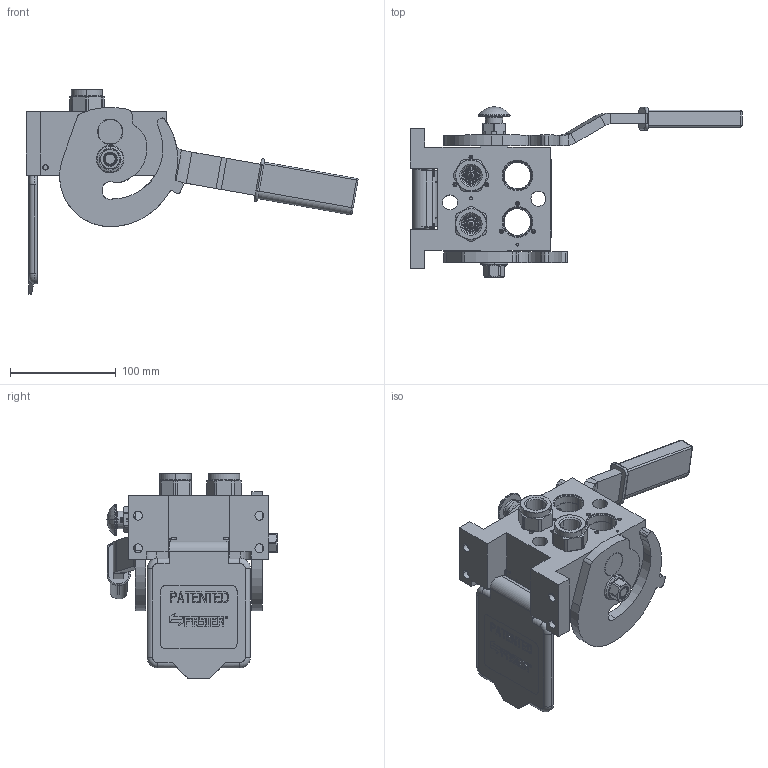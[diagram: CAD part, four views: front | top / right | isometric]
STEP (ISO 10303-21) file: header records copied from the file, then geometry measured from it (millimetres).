
FILE_DESCRIPTION (( 'STEP AP214' ), '1' );
FILE_NAME ('FASTER.step', '2025-11-05T19:30:51', ( '' ), ( '' ), 'SwSTEP 2.0', 'SolidWorks 2017', '' );
FILE_SCHEMA (( 'AUTOMOTIVE_DESIGN' ));
Length unit declared in the file: millimetre
Products named in the file (30): 2ffnb12gas_f2v; 4830_025_1000_000; curs_molla_12_inox; P508_F_A_BASE; P508FA; 4830_024_0001_012; 4830_001_0005_301; 4830_001_0005_300; et011; 4830_024_4004_020; 4830_024_4006_000; 4830_024_4006_000_ASM; 4340_014_0000_200; FASTER; 4850_024_0000_013; 4810_001_0001_014; 4820_001_0004_000; 1540_080_0012_000; 0048_042_0412_000; 4830_025_2000_000; 4142_072_1000_300; A_2ffnb12gas_f2v; or1_5x7_m; 4830_022_0000_011; 4830_024_4006_010; sicura_p5; 4830_020_0000_024; 4850_024_6001_021; 4830_070_0000_001; 4830_025_0000_001
Assembly tree (30 placements, depth 4):
  FASTER
    P508_F_A_BASE
      P508FA
        4830_020_0000_024
        4820_001_0004_000
        4810_001_0001_014
        4830_001_0005_300
        4830_001_0005_301
    A_2ffnb12gas_f2v  x2
      curs_molla_12_inox
        4340_014_0000_200
        4142_072_1000_300
      2ffnb12gas_f2v
    4830_024_4006_000
      4830_024_4006_000_ASM
        4830_024_4006_010
        4850_024_6001_021
      sicura_p5
        4830_025_0000_001
        or1_5x7_m
        0048_042_0412_000
      4830_025_2000_000
      4830_025_1000_000
      4830_024_4004_020
      4830_022_0000_011
      4830_070_0000_001
      1540_080_0012_000
      4830_024_0001_012
      4850_024_0000_013
    et011
Bounding box: 314.67 x 161.23 x 194.3 mm (x, y, z)
Volume: 150245.4 mm3; surface area: 279105.4 mm2
Topology: 19 solids, 36 shells, 3532 faces, 9221 edges, 5918 vertices
Faces by surface type: plane 1953, cylinder 734, bspline 363, cone 311, torus 138, sphere 33
Entity records: 131236 total; most frequent: CARTESIAN_POINT 55002, ORIENTED_EDGE 16198, DIRECTION 14510, EDGE_CURVE 8131, LINE 5512, VECTOR 5512, VERTEX_POINT 5231, AXIS2_PLACEMENT_3D 4499
